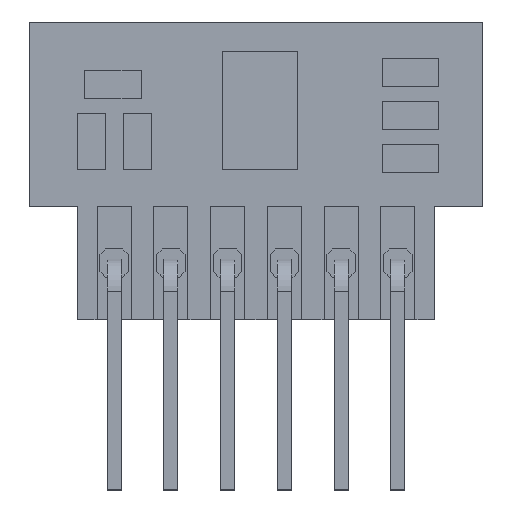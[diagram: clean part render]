
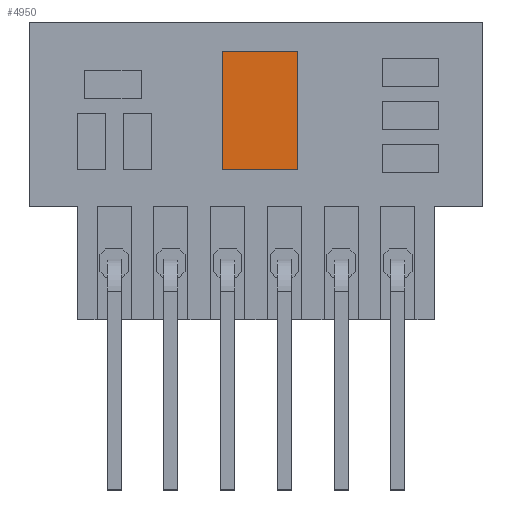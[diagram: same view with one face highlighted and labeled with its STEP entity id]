
A CAD part, top view. The second image highlights one B-rep face of the part: STEP entity #4950.
In plain terms, the highlighted planar face has unit normal (0, 0, 1).
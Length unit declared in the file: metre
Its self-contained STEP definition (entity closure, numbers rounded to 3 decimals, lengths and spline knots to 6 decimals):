
#589=ORIENTED_EDGE('',*,*,#1810,.F.);
#590=ORIENTED_EDGE('',*,*,#1813,.T.);
#591=ORIENTED_EDGE('',*,*,#1815,.T.);
#592=ORIENTED_EDGE('',*,*,#1816,.F.);
#1810=EDGE_CURVE('',#2437,#2438,#2938,.T.);
#1813=EDGE_CURVE('',#2437,#2439,#2941,.T.);
#1815=EDGE_CURVE('',#2439,#2440,#2943,.T.);
#1816=EDGE_CURVE('',#2438,#2440,#2944,.T.);
#2437=VERTEX_POINT('',#8304);
#2438=VERTEX_POINT('',#8306);
#2439=VERTEX_POINT('',#8310);
#2440=VERTEX_POINT('',#8314);
#2938=LINE('',#8305,#3562);
#2941=LINE('',#8311,#3565);
#2943=LINE('',#8315,#3567);
#2944=LINE('',#8317,#3568);
#3562=VECTOR('',#6938,1.);
#3565=VECTOR('',#6943,1.);
#3567=VECTOR('',#6947,1.);
#3568=VECTOR('',#6950,1.);
#4052=EDGE_LOOP('',(#589,#590,#591,#592));
#4380=FACE_BOUND('',#4052,.T.);
#4701=PLANE('',#6392);
#4950=ADVANCED_FACE('',(#4380),#4701,.T.);
#6392=AXIS2_PLACEMENT_3D('',#8318,#6951,#6952);
#6938=DIRECTION('',(1.,0.,0.));
#6943=DIRECTION('',(0.,-1.,0.));
#6947=DIRECTION('',(1.,0.,0.));
#6950=DIRECTION('',(0.,-1.,0.));
#6951=DIRECTION('',(0.,0.,1.));
#6952=DIRECTION('',(1.,0.,0.));
#8304=CARTESIAN_POINT('',(-0.001196,0.005475,0.002));
#8305=CARTESIAN_POINT('',(0.00014,0.005475,0.002));
#8306=CARTESIAN_POINT('',(0.001475,0.005475,0.002));
#8310=CARTESIAN_POINT('',(-0.001196,0.00129,0.002));
#8311=CARTESIAN_POINT('',(-0.001196,0.003382,0.002));
#8314=CARTESIAN_POINT('',(0.001475,0.00129,0.002));
#8315=CARTESIAN_POINT('',(0.00014,0.00129,0.002));
#8317=CARTESIAN_POINT('',(0.001475,0.003382,0.002));
#8318=CARTESIAN_POINT('',(0.,0.00125,0.002));
